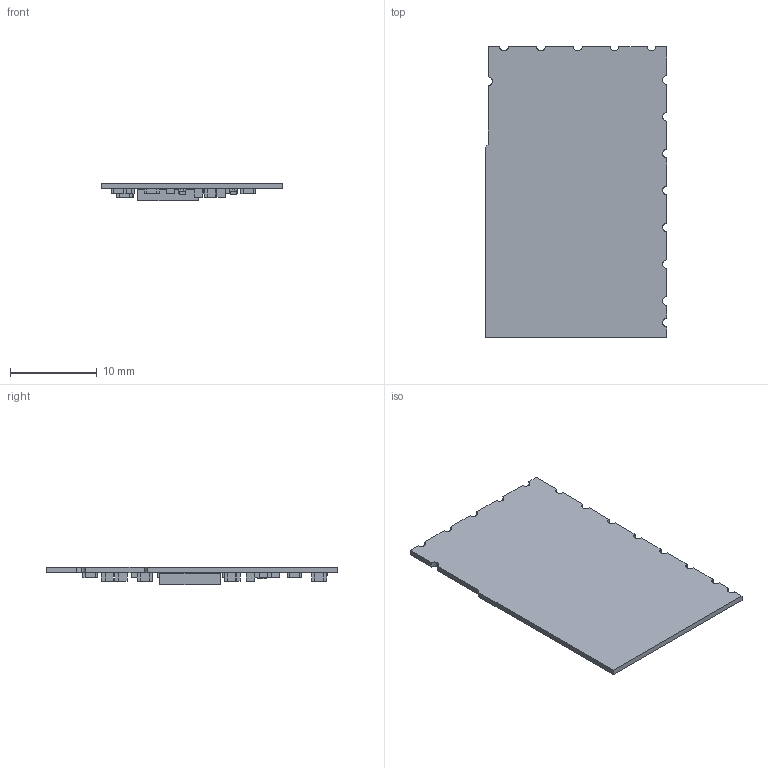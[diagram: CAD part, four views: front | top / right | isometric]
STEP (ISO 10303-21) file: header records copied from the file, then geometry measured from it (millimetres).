
FILE_DESCRIPTION(('Open CASCADE Model'),'2;1');
FILE_NAME('Open CASCADE Shape Model','2021-06-18T13:22:23',('Author'),( 'Open CASCADE'),'Open CASCADE STEP processor 6.8','Open CASCADE 6.8' ,'Unknown');
FILE_SCHEMA(('AUTOMOTIVE_DESIGN { 1 0 10303 214 1 1 1 1 }'));
Length unit declared in the file: millimetre
Products named in the file (64): PCB; Board; Open CASCADE STEP translator 6.8 1.1.1; Open CASCADE STEP translator 6.8 1.1.1.1; C.3; 6114395376; Extruded; 6114395616; R22; 6114399296; 6114398816; R21; R20; R19; R18; U1; 6114063472; R17; 6114398256; 6114397856; R16; R15; 6149379776; 6149379536; R14; R11; R10; R9; R8; R7; R6; R5; R4; R3; R1; D3; WL-SMCW_0603_LED; housing; cover; base ...
Assembly tree (145 placements, depth 4):
  PCB
    Board
      Open CASCADE STEP translator 6.8 1.1.1
        Open CASCADE STEP translator 6.8 1.1.1.1
    C.3
      6114395376  x2
        Extruded
      6114395616
        Extruded
    R22
      6114399296  x2
        Extruded
      6114398816
        Extruded
    R21
      6114399296  x2
        Extruded
      6114398816
        Extruded
    R20
      6114399296  x2
        Extruded
      6114398816
        Extruded
    R19
      6114399296  x2
        Extruded
      6114398816
        Extruded
    R18
      6114399296  x2
        Extruded
      6114398816
        Extruded
    U1
      6114063472
        Extruded
    R17
      6114398256  x2
        Extruded
      6114397856
        Extruded
    R16
      6114398256  x2
        Extruded
      6114397856
        Extruded
    R15
      6149379776
        Extruded
      6149379536  x2
        Extruded
    R14
      6149379776
        Extruded
      6149379536  x2
        Extruded
    R11
      6114399296  x2
        Extruded
Bounding box: 20.93 x 33.47 x 2.02 mm (x, y, z)
Volume: 535.1 mm3; surface area: 1909.8 mm2
Topology: 102 solids, 102 shells, 742 faces, 1576 edges, 1032 vertices
Faces by surface type: plane 694, cylinder 40, sphere 8
Entity records: 7128 total; most frequent: DIRECTION 1088, CARTESIAN_POINT 971, ORIENTED_EDGE 792, EDGE_CURVE 396, AXIS2_PLACEMENT_3D 375, LINE 338, VECTOR 338, VERTEX_POINT 258
